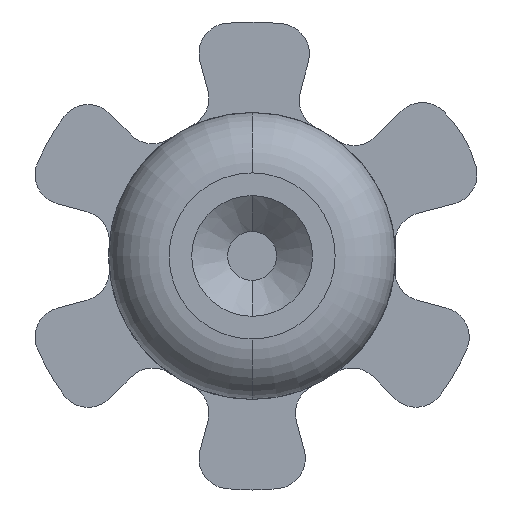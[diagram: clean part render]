
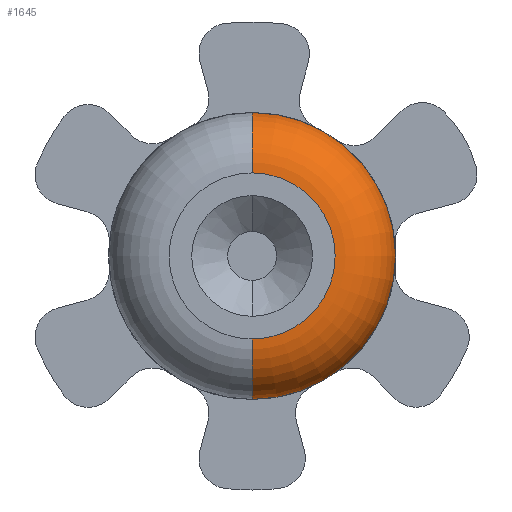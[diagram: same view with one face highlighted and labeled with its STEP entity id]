
A CAD part, front view. The second image highlights one B-rep face of the part: STEP entity #1645.
In plain terms, the highlighted toroidal (fillet/blend) face has major radius 1.375 mm and minor radius 1 mm.
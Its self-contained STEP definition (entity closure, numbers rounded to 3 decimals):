
#41 = DIRECTION ( 'NONE',  ( 0., 0., -1. ) ) ;
#60 = DIRECTION ( 'NONE',  ( 0., 0., -1. ) ) ;
#74 = CIRCLE ( 'NONE', #698, 1.375 ) ;
#77 = EDGE_CURVE ( 'NONE', #2806, #2436, #74, .T. ) ;
#268 = CIRCLE ( 'NONE', #899, 1. ) ;
#292 = TOROIDAL_SURFACE ( 'NONE', #2620, 1.375, 1. ) ;
#302 = DIRECTION ( 'NONE',  ( 1., 0., 0. ) ) ;
#398 = DIRECTION ( 'NONE',  ( 0., 1., 0. ) ) ;
#497 = CARTESIAN_POINT ( 'NONE',  ( 0., -1., 0. ) ) ;
#526 = CARTESIAN_POINT ( 'NONE',  ( 0., -2., 0. ) ) ;
#538 = EDGE_LOOP ( 'NONE', ( #1323, #2673, #954, #1437 ) ) ;
#698 = AXIS2_PLACEMENT_3D ( 'NONE', #526, #2105, #41 ) ;
#899 = AXIS2_PLACEMENT_3D ( 'NONE', #2980, #1597, #1811 ) ;
#954 = ORIENTED_EDGE ( 'NONE', *, *, #77, .F. ) ;
#971 = CARTESIAN_POINT ( 'NONE',  ( 0., -1., -2.375 ) ) ;
#1067 = DIRECTION ( 'NONE',  ( 0., 0., -1. ) ) ;
#1149 = AXIS2_PLACEMENT_3D ( 'NONE', #2225, #398, #1067 ) ;
#1323 = ORIENTED_EDGE ( 'NONE', *, *, #2968, .F. ) ;
#1428 = CARTESIAN_POINT ( 'NONE',  ( 0., -2., 1.375 ) ) ;
#1437 = ORIENTED_EDGE ( 'NONE', *, *, #2326, .F. ) ;
#1439 = CARTESIAN_POINT ( 'NONE',  ( 0., -2., -1.375 ) ) ;
#1447 = CIRCLE ( 'NONE', #2172, 1. ) ;
#1597 = DIRECTION ( 'NONE',  ( -1., 0., 0. ) ) ;
#1610 = EDGE_CURVE ( 'NONE', #2046, #2436, #1447, .T. ) ;
#1645 = ADVANCED_FACE ( 'NONE', ( #2572 ), #292, .T. ) ;
#1705 = CARTESIAN_POINT ( 'NONE',  ( 0., -1., 2.375 ) ) ;
#1811 = DIRECTION ( 'NONE',  ( 0., 0., 1. ) ) ;
#1900 = DIRECTION ( 'NONE',  ( 0., -1., 0. ) ) ;
#1990 = VERTEX_POINT ( 'NONE', #971 ) ;
#2046 = VERTEX_POINT ( 'NONE', #1705 ) ;
#2105 = DIRECTION ( 'NONE',  ( 0., -1., 0. ) ) ;
#2172 = AXIS2_PLACEMENT_3D ( 'NONE', #2379, #302, #60 ) ;
#2225 = CARTESIAN_POINT ( 'NONE',  ( 0., -1., 0. ) ) ;
#2326 = EDGE_CURVE ( 'NONE', #1990, #2806, #268, .T. ) ;
#2379 = CARTESIAN_POINT ( 'NONE',  ( 0., -1., 1.375 ) ) ;
#2436 = VERTEX_POINT ( 'NONE', #1428 ) ;
#2460 = CIRCLE ( 'NONE', #1149, 2.375 ) ;
#2572 = FACE_OUTER_BOUND ( 'NONE', #538, .T. ) ;
#2620 = AXIS2_PLACEMENT_3D ( 'NONE', #497, #1900, #2842 ) ;
#2673 = ORIENTED_EDGE ( 'NONE', *, *, #1610, .T. ) ;
#2806 = VERTEX_POINT ( 'NONE', #1439 ) ;
#2842 = DIRECTION ( 'NONE',  ( 0., 0., -1. ) ) ;
#2968 = EDGE_CURVE ( 'NONE', #2046, #1990, #2460, .T. ) ;
#2980 = CARTESIAN_POINT ( 'NONE',  ( 0., -1., -1.375 ) ) ;
